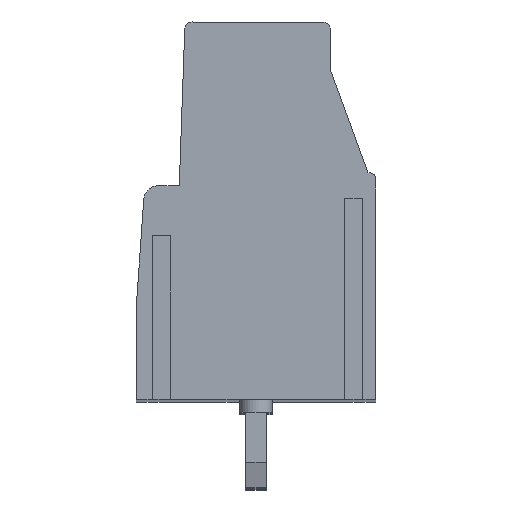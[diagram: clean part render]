
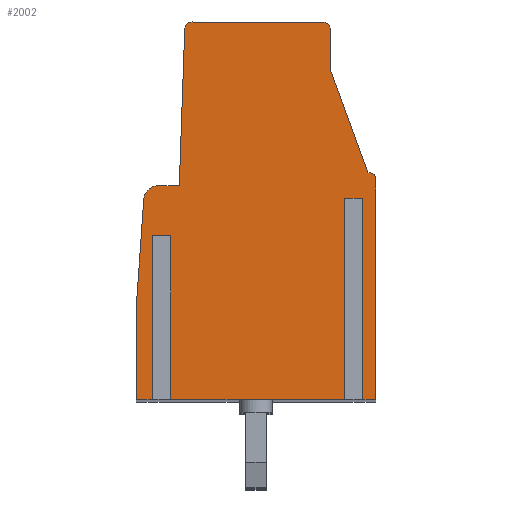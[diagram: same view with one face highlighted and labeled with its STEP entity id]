
A CAD part, top view. The second image highlights one B-rep face of the part: STEP entity #2002.
In plain terms, the highlighted planar face has unit normal (0, 0, 1).
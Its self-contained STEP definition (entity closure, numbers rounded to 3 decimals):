
#2002=ADVANCED_FACE('',(#5410),#5411,.F.);
#5410=FACE_OUTER_BOUND('',#10237,.T.);
#5411=PLANE('',#10238);
#10237=EDGE_LOOP('',(#16218,#16219,#16220,#16221,#16222,#16223,#16224,#16225,#16226,#16227,#16228,#16229,#16230,#16231,#16232,#16233,#16234,#16235,#16236,#16237,#16238,#16239));
#10238=AXIS2_PLACEMENT_3D('',#16240,#16241,#16242);
#16218=ORIENTED_EDGE('',*,*,#29895,.T.);
#16219=ORIENTED_EDGE('',*,*,#29997,.T.);
#16220=ORIENTED_EDGE('',*,*,#29909,.F.);
#16221=ORIENTED_EDGE('',*,*,#30047,.T.);
#16222=ORIENTED_EDGE('',*,*,#30048,.T.);
#16223=ORIENTED_EDGE('',*,*,#29846,.T.);
#16224=ORIENTED_EDGE('',*,*,#30049,.F.);
#16225=ORIENTED_EDGE('',*,*,#30050,.F.);
#16226=ORIENTED_EDGE('',*,*,#30051,.F.);
#16227=ORIENTED_EDGE('',*,*,#29839,.T.);
#16228=ORIENTED_EDGE('',*,*,#29802,.T.);
#16229=ORIENTED_EDGE('',*,*,#30052,.T.);
#16230=ORIENTED_EDGE('',*,*,#30053,.T.);
#16231=ORIENTED_EDGE('',*,*,#29833,.T.);
#16232=ORIENTED_EDGE('',*,*,#30054,.F.);
#16233=ORIENTED_EDGE('',*,*,#30055,.F.);
#16234=ORIENTED_EDGE('',*,*,#29951,.F.);
#16235=ORIENTED_EDGE('',*,*,#30038,.F.);
#16236=ORIENTED_EDGE('',*,*,#30042,.F.);
#16237=ORIENTED_EDGE('',*,*,#30056,.F.);
#16238=ORIENTED_EDGE('',*,*,#29912,.F.);
#16239=ORIENTED_EDGE('',*,*,#30045,.F.);
#16240=CARTESIAN_POINT('',(-42.956,-19.77,0.0));
#16241=DIRECTION('',(0.,0.0,-1.0));
#16242=DIRECTION('',(-1.0,0.0,0.));
#29802=EDGE_CURVE('',#36012,#36010,#36013,.T.);
#29833=EDGE_CURVE('',#36070,#36068,#36071,.T.);
#29839=EDGE_CURVE('',#36081,#36012,#36082,.T.);
#29846=EDGE_CURVE('',#36032,#36092,#36094,.T.);
#29895=EDGE_CURVE('',#36182,#36186,#36188,.T.);
#29909=EDGE_CURVE('',#36210,#36206,#36212,.T.);
#29912=EDGE_CURVE('',#36215,#36217,#36218,.T.);
#29951=EDGE_CURVE('',#36289,#36291,#36292,.T.);
#29997=EDGE_CURVE('',#36186,#36206,#36365,.T.);
#30038=EDGE_CURVE('',#36429,#36289,#36431,.T.);
#30042=EDGE_CURVE('',#36435,#36429,#36437,.T.);
#30045=EDGE_CURVE('',#36182,#36215,#36440,.T.);
#30047=EDGE_CURVE('',#36210,#36442,#36443,.T.);
#30048=EDGE_CURVE('',#36442,#36032,#36444,.T.);
#30049=EDGE_CURVE('',#36445,#36092,#36446,.T.);
#30050=EDGE_CURVE('',#36447,#36445,#36448,.T.);
#30051=EDGE_CURVE('',#36081,#36447,#36449,.T.);
#30052=EDGE_CURVE('',#36010,#36450,#36451,.T.);
#30053=EDGE_CURVE('',#36450,#36070,#36452,.T.);
#30054=EDGE_CURVE('',#36453,#36068,#36454,.T.);
#30055=EDGE_CURVE('',#36291,#36453,#36455,.T.);
#30056=EDGE_CURVE('',#36217,#36435,#36456,.T.);
#36010=VERTEX_POINT('',#47422);
#36012=VERTEX_POINT('',#47425);
#36013=LINE('',#47426,#47427);
#36032=VERTEX_POINT('',#47454);
#36068=VERTEX_POINT('',#47508);
#36070=VERTEX_POINT('',#47511);
#36071=LINE('',#47512,#47513);
#36081=VERTEX_POINT('',#47528);
#36082=LINE('',#47529,#47530);
#36092=VERTEX_POINT('',#47545);
#36094=LINE('',#47548,#47549);
#36182=VERTEX_POINT('',#47654);
#36186=VERTEX_POINT('',#47660);
#36188=LINE('',#47663,#47664);
#36206=VERTEX_POINT('',#47689);
#36210=VERTEX_POINT('',#47694);
#36212=CIRCLE('',#47697,0.6);
#36215=VERTEX_POINT('',#47700);
#36217=VERTEX_POINT('',#47703);
#36218=LINE('',#47704,#47705);
#36289=VERTEX_POINT('',#47786);
#36291=VERTEX_POINT('',#47789);
#36292=LINE('',#47790,#47791);
#36365=LINE('',#47949,#47950);
#36429=VERTEX_POINT('',#48054);
#36431=LINE('',#48057,#48058);
#36435=VERTEX_POINT('',#48063);
#36437=LINE('',#48066,#48067);
#36440=CIRCLE('',#48070,0.3);
#36442=VERTEX_POINT('',#48072);
#36443=LINE('',#48073,#48074);
#36444=LINE('',#48075,#48076);
#36445=VERTEX_POINT('',#48077);
#36446=LINE('',#48078,#48079);
#36447=VERTEX_POINT('',#48080);
#36448=LINE('',#48081,#48082);
#36449=LINE('',#48083,#48084);
#36450=VERTEX_POINT('',#48085);
#36451=LINE('',#48086,#48087);
#36452=LINE('',#48088,#48089);
#36453=VERTEX_POINT('',#48090);
#36454=LINE('',#48091,#48092);
#36455=CIRCLE('',#48093,0.2);
#36456=CIRCLE('',#48094,0.3);
#47422=CARTESIAN_POINT('',(-1.082,8.0,0.));
#47425=CARTESIAN_POINT('',(-1.082,0.0,0.));
#47426=CARTESIAN_POINT('',(-1.082,-19.77,0.));
#47427=VECTOR('',#62829,1.0);
#47454=CARTESIAN_POINT('',(-9.5,0.0,0.));
#47508=CARTESIAN_POINT('',(0.0,0.0,0.));
#47511=CARTESIAN_POINT('',(-0.668,0.0,0.));
#47512=CARTESIAN_POINT('',(-42.956,0.0,0.0));
#47513=VECTOR('',#62857,1.0);
#47528=CARTESIAN_POINT('',(-8.293,0.0,0.));
#47529=CARTESIAN_POINT('',(-42.956,0.0,0.0));
#47530=VECTOR('',#62863,1.0);
#47545=CARTESIAN_POINT('',(-8.707,0.0,0.));
#47548=CARTESIAN_POINT('',(-42.956,0.0,0.0));
#47549=VECTOR('',#62870,1.0);
#47654=CARTESIAN_POINT('',(-7.583,14.71,0.));
#47660=CARTESIAN_POINT('',(-7.8,8.5,0.));
#47663=CARTESIAN_POINT('',(-8.787,-19.77,0.));
#47664=VECTOR('',#62966,1.0);
#47689=CARTESIAN_POINT('',(-8.613,8.5,0.));
#47694=CARTESIAN_POINT('',(-9.212,7.942,0.));
#47697=AXIS2_PLACEMENT_3D('',#62979,#62980,#62981);
#47700=CARTESIAN_POINT('',(-7.283,15.,0.));
#47703=CARTESIAN_POINT('',(-2.1,15.0,0.));
#47704=CARTESIAN_POINT('',(-42.956,15.,0.0));
#47705=VECTOR('',#62983,1.0);
#47786=CARTESIAN_POINT('',(-0.3,9.0,0.));
#47789=CARTESIAN_POINT('',(-0.2,9.0,0.));
#47790=CARTESIAN_POINT('',(-42.956,9.0,0.0));
#47791=VECTOR('',#63067,1.0);
#47949=CARTESIAN_POINT('',(-42.956,8.5,0.0));
#47950=VECTOR('',#63105,1.0);
#48054=CARTESIAN_POINT('',(-1.8,13.121,0.));
#48057=CARTESIAN_POINT('',(10.171,-19.77,0.));
#48058=VECTOR('',#63144,1.0);
#48063=CARTESIAN_POINT('',(-1.8,14.7,0.));
#48066=CARTESIAN_POINT('',(-1.8,-19.77,0.));
#48067=VECTOR('',#63147,1.0);
#48070=AXIS2_PLACEMENT_3D('',#63151,#63152,#63153);
#48072=CARTESIAN_POINT('',(-9.5,3.82,0.));
#48073=CARTESIAN_POINT('',(-11.15,-19.77,0.));
#48074=VECTOR('',#63154,1.0);
#48075=CARTESIAN_POINT('',(-9.5,-19.77,0.));
#48076=VECTOR('',#63155,1.0);
#48077=CARTESIAN_POINT('',(-8.707,6.5,0.));
#48078=CARTESIAN_POINT('',(-8.707,-19.77,0.));
#48079=VECTOR('',#63156,1.0);
#48080=CARTESIAN_POINT('',(-8.293,6.5,0.));
#48081=CARTESIAN_POINT('',(-42.956,6.5,0.0));
#48082=VECTOR('',#63157,1.0);
#48083=CARTESIAN_POINT('',(-8.293,-19.77,0.));
#48084=VECTOR('',#63158,1.0);
#48085=CARTESIAN_POINT('',(-0.668,8.0,0.));
#48086=CARTESIAN_POINT('',(-42.956,8.0,0.0));
#48087=VECTOR('',#63159,1.0);
#48088=CARTESIAN_POINT('',(-0.668,-19.77,0.));
#48089=VECTOR('',#63160,1.0);
#48090=CARTESIAN_POINT('',(0.0,8.8,0.));
#48091=CARTESIAN_POINT('',(0.0,-19.77,0.));
#48092=VECTOR('',#63161,1.0);
#48093=AXIS2_PLACEMENT_3D('',#63162,#63163,#63164);
#48094=AXIS2_PLACEMENT_3D('',#63165,#63166,#63167);
#62829=DIRECTION('',(0.0,1.0,0.0));
#62857=DIRECTION('',(1.0,0.0,0.));
#62863=DIRECTION('',(1.0,0.0,0.));
#62870=DIRECTION('',(1.0,0.0,0.));
#62966=DIRECTION('',(-0.035,-0.999,0.));
#62979=CARTESIAN_POINT('',(-8.613,7.9,0.));
#62980=DIRECTION('',(0.,0.0,-1.0));
#62981=DIRECTION('',(-1.0,0.0,0.));
#62983=DIRECTION('',(1.0,0.,0.));
#63067=DIRECTION('',(1.0,0.0,0.));
#63105=DIRECTION('',(-1.0,0.,0.));
#63144=DIRECTION('',(0.342,-0.94,0.));
#63147=DIRECTION('',(0.,-1.0,0.));
#63151=CARTESIAN_POINT('',(-7.283,14.7,0.));
#63152=DIRECTION('',(0.,0.0,-1.0));
#63153=DIRECTION('',(-1.0,0.0,0.));
#63154=DIRECTION('',(-0.07,-0.998,0.));
#63155=DIRECTION('',(0.,-1.0,0.));
#63156=DIRECTION('',(0.0,-1.0,-0.0));
#63157=DIRECTION('',(-1.0,0.0,0.));
#63158=DIRECTION('',(0.0,1.0,0.0));
#63159=DIRECTION('',(1.0,0.0,0.));
#63160=DIRECTION('',(0.0,-1.0,-0.0));
#63161=DIRECTION('',(0.0,-1.0,-0.0));
#63162=CARTESIAN_POINT('',(-0.2,8.8,0.));
#63163=DIRECTION('',(0.,0.0,-1.0));
#63164=DIRECTION('',(-1.0,0.0,0.));
#63165=CARTESIAN_POINT('',(-2.1,14.7,0.));
#63166=DIRECTION('',(0.,0.0,-1.0));
#63167=DIRECTION('',(-1.0,0.0,0.));
